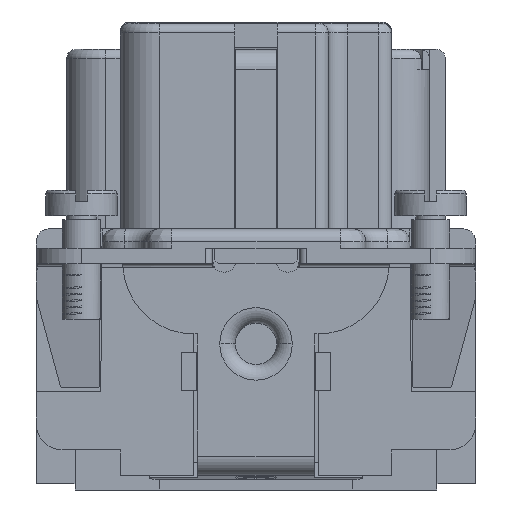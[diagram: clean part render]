
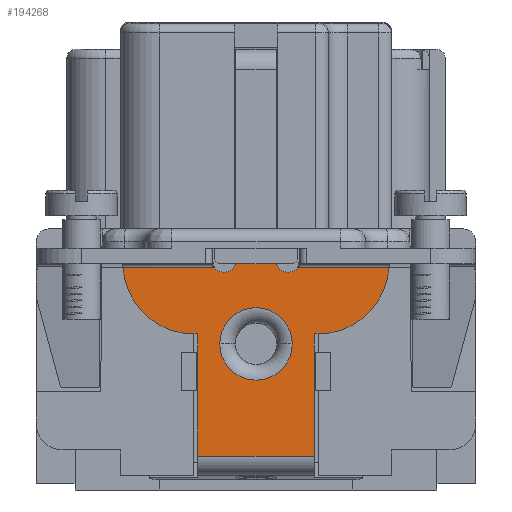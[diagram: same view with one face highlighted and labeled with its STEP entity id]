
A CAD part, front view. The second image highlights one B-rep face of the part: STEP entity #194268.
In plain terms, the highlighted planar face has unit normal (0, -1, 0).
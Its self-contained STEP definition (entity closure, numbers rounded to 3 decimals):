
#39799=DIRECTION('',(-1.,0.,0.));
#39800=VECTOR('',#39799,3.1);
#39801=CARTESIAN_POINT('',(1.55,-33.15,0.));
#39802=LINE('',#39801,#39800);
#41938=DIRECTION('',(-1.,0.,0.));
#41939=VECTOR('',#41938,7.085);
#41940=CARTESIAN_POINT('',(10.287,-33.15,-1.5));
#41941=LINE('',#41940,#41939);
#42013=CARTESIAN_POINT('',(0.,-33.15,-7.4));
#42014=DIRECTION('',(0.,-1.,0.));
#42015=DIRECTION('',(1.,0.,0.));
#42016=AXIS2_PLACEMENT_3D('',#42013,#42014,#42015);
#42018=CARTESIAN_POINT('',(0.,-33.15,-7.4));
#42019=DIRECTION('',(0.,-1.,0.));
#42020=DIRECTION('',(-1.,0.,0.));
#42021=AXIS2_PLACEMENT_3D('',#42018,#42019,#42020);
#42031=DIRECTION('',(0.,0.,-1.));
#42032=VECTOR('',#42031,0.929);
#42033=CARTESIAN_POINT('',(1.55,-33.15,0.));
#42034=LINE('',#42033,#42032);
#42035=CARTESIAN_POINT('',(2.475,-33.15,-0.929));
#42036=DIRECTION('',(0.,-1.,0.));
#42037=DIRECTION('',(-1.,0.,0.));
#42038=AXIS2_PLACEMENT_3D('',#42035,#42036,#42037);
#42040=CARTESIAN_POINT('',(4.8,-33.15,-1.129));
#42041=DIRECTION('',(0.,1.,0.));
#42042=DIRECTION('',(0.998,0.,-0.067));
#42043=AXIS2_PLACEMENT_3D('',#42040,#42041,#42042);
#42045=DIRECTION('',(-1.,0.,0.));
#42046=VECTOR('',#42045,0.3);
#42047=CARTESIAN_POINT('',(4.8,-33.15,-6.629));
#42048=LINE('',#42047,#42046);
#42049=DIRECTION('',(0.,0.,-1.));
#42050=VECTOR('',#42049,1.4);
#42051=CARTESIAN_POINT('',(4.5,-33.15,-6.629));
#42052=LINE('',#42051,#42050);
#42053=DIRECTION('',(1.,0.,0.));
#42054=VECTOR('',#42053,0.05);
#42055=CARTESIAN_POINT('',(4.5,-33.15,-8.029));
#42056=LINE('',#42055,#42054);
#42057=DIRECTION('',(-1.,0.,0.));
#42058=VECTOR('',#42057,0.05);
#42059=CARTESIAN_POINT('',(4.55,-33.15,-11.029));
#42060=LINE('',#42059,#42058);
#42061=DIRECTION('',(0.,0.,-1.));
#42062=VECTOR('',#42061,5.05);
#42063=CARTESIAN_POINT('',(4.5,-33.15,-11.029));
#42064=LINE('',#42063,#42062);
#42065=DIRECTION('',(0.,0.,1.));
#42066=VECTOR('',#42065,5.05);
#42067=CARTESIAN_POINT('',(-4.5,-33.15,-16.079));
#42068=LINE('',#42067,#42066);
#42069=DIRECTION('',(-1.,0.,0.));
#42070=VECTOR('',#42069,0.05);
#42071=CARTESIAN_POINT('',(-4.5,-33.15,-11.029));
#42072=LINE('',#42071,#42070);
#42073=DIRECTION('',(1.,0.,0.));
#42074=VECTOR('',#42073,0.05);
#42075=CARTESIAN_POINT('',(-4.55,-33.15,-8.029));
#42076=LINE('',#42075,#42074);
#42077=DIRECTION('',(0.,0.,1.));
#42078=VECTOR('',#42077,1.4);
#42079=CARTESIAN_POINT('',(-4.5,-33.15,-8.029));
#42080=LINE('',#42079,#42078);
#42081=DIRECTION('',(-1.,0.,0.));
#42082=VECTOR('',#42081,0.3);
#42083=CARTESIAN_POINT('',(-4.5,-33.15,-6.629));
#42084=LINE('',#42083,#42082);
#42085=CARTESIAN_POINT('',(-4.8,-33.15,-1.129));
#42086=DIRECTION('',(0.,1.,0.));
#42087=DIRECTION('',(0.,0.,-1.));
#42088=AXIS2_PLACEMENT_3D('',#42085,#42086,#42087);
#42090=CARTESIAN_POINT('',(-2.475,-33.15,-0.929));
#42091=DIRECTION('',(0.,-1.,0.));
#42092=DIRECTION('',(-0.787,0.,-0.618));
#42093=AXIS2_PLACEMENT_3D('',#42090,#42091,#42092);
#42095=DIRECTION('',(0.,0.,1.));
#42096=VECTOR('',#42095,0.929);
#42097=CARTESIAN_POINT('',(-1.55,-33.15,-0.929));
#42098=LINE('',#42097,#42096);
#42382=DIRECTION('',(0.,0.,-1.));
#42383=VECTOR('',#42382,3.);
#42384=CARTESIAN_POINT('',(-4.55,-33.15,-8.029));
#42385=LINE('',#42384,#42383);
#42574=DIRECTION('',(-1.,0.,0.));
#42575=VECTOR('',#42574,7.085);
#42576=CARTESIAN_POINT('',(-3.203,-33.15,-1.5));
#42577=LINE('',#42576,#42575);
#43422=DIRECTION('',(1.,0.,0.));
#43423=VECTOR('',#43422,9.);
#43424=CARTESIAN_POINT('',(-4.5,-33.15,-16.079));
#43425=LINE('',#43424,#43423);
#43744=DIRECTION('',(0.,0.,1.));
#43745=VECTOR('',#43744,3.);
#43746=CARTESIAN_POINT('',(4.55,-33.15,-11.029));
#43747=LINE('',#43746,#43745);
#130514=CARTESIAN_POINT('',(-4.55,-33.15,-11.029));
#130515=VERTEX_POINT('',#130514);
#130520=CARTESIAN_POINT('',(-4.55,-33.15,-8.029));
#130521=VERTEX_POINT('',#130520);
#130599=CARTESIAN_POINT('',(1.55,-33.15,-0.929));
#130600=VERTEX_POINT('',#130599);
#130601=CARTESIAN_POINT('',(3.203,-33.15,-1.5));
#130602=VERTEX_POINT('',#130601);
#130611=CARTESIAN_POINT('',(10.287,-33.15,-1.5));
#130612=VERTEX_POINT('',#130611);
#130613=CARTESIAN_POINT('',(4.8,-33.15,-6.629));
#130614=VERTEX_POINT('',#130613);
#130615=CARTESIAN_POINT('',(4.5,-33.15,-6.629));
#130616=VERTEX_POINT('',#130615);
#130617=CARTESIAN_POINT('',(4.5,-33.15,-8.029));
#130618=VERTEX_POINT('',#130617);
#130619=CARTESIAN_POINT('',(4.55,-33.15,-8.029));
#130620=VERTEX_POINT('',#130619);
#130633=CARTESIAN_POINT('',(4.55,-33.15,-11.029));
#130635=VERTEX_POINT('',#130633);
#130641=CARTESIAN_POINT('',(4.5,-33.15,-11.029));
#130642=VERTEX_POINT('',#130641);
#130643=CARTESIAN_POINT('',(4.5,-33.15,-16.079));
#130644=VERTEX_POINT('',#130643);
#130645=CARTESIAN_POINT('',(-4.5,-33.15,-16.079));
#130646=VERTEX_POINT('',#130645);
#130647=CARTESIAN_POINT('',(-4.5,-33.15,-11.029));
#130648=VERTEX_POINT('',#130647);
#130649=CARTESIAN_POINT('',(-4.5,-33.15,-8.029));
#130650=VERTEX_POINT('',#130649);
#130651=CARTESIAN_POINT('',(-4.5,-33.15,-6.629));
#130652=VERTEX_POINT('',#130651);
#130653=CARTESIAN_POINT('',(-4.8,-33.15,-6.629));
#130654=VERTEX_POINT('',#130653);
#130655=CARTESIAN_POINT('',(-10.287,-33.15,-1.5));
#130656=VERTEX_POINT('',#130655);
#130657=CARTESIAN_POINT('',(-3.203,-33.15,-1.5));
#130658=VERTEX_POINT('',#130657);
#130659=CARTESIAN_POINT('',(-1.55,-33.15,-0.929));
#130660=VERTEX_POINT('',#130659);
#130661=CARTESIAN_POINT('',(2.8,-33.15,-7.4));
#130662=CARTESIAN_POINT('',(-2.8,-33.15,-7.4));
#130663=VERTEX_POINT('',#130661);
#130664=VERTEX_POINT('',#130662);
#130929=CARTESIAN_POINT('',(1.55,-33.15,0.));
#130931=VERTEX_POINT('',#130929);
#130937=CARTESIAN_POINT('',(-1.55,-33.15,0.));
#130938=VERTEX_POINT('',#130937);
#194216=CARTESIAN_POINT('',(0.,-33.15,4.871));
#194217=DIRECTION('',(0.,-1.,0.));
#194218=DIRECTION('',(-1.,0.,0.));
#194219=AXIS2_PLACEMENT_3D('',#194216,#194217,#194218);
#194220=PLANE('',#194219);
#194221=ORIENTED_EDGE('',*,*,#191272,.F.);
#194222=ORIENTED_EDGE('',*,*,#191383,.T.);
#194224=ORIENTED_EDGE('',*,*,#194223,.T.);
#194225=ORIENTED_EDGE('',*,*,#194067,.F.);
#194226=ORIENTED_EDGE('',*,*,#194121,.T.);
#194228=ORIENTED_EDGE('',*,*,#194227,.T.);
#194230=ORIENTED_EDGE('',*,*,#194229,.T.);
#194232=ORIENTED_EDGE('',*,*,#194231,.T.);
#194234=ORIENTED_EDGE('',*,*,#194233,.F.);
#194236=ORIENTED_EDGE('',*,*,#194235,.T.);
#194238=ORIENTED_EDGE('',*,*,#194237,.T.);
#194240=ORIENTED_EDGE('',*,*,#194239,.F.);
#194242=ORIENTED_EDGE('',*,*,#194241,.T.);
#194244=ORIENTED_EDGE('',*,*,#194243,.T.);
#194246=ORIENTED_EDGE('',*,*,#194245,.F.);
#194248=ORIENTED_EDGE('',*,*,#194247,.T.);
#194250=ORIENTED_EDGE('',*,*,#194249,.T.);
#194252=ORIENTED_EDGE('',*,*,#194251,.T.);
#194254=ORIENTED_EDGE('',*,*,#194253,.T.);
#194256=ORIENTED_EDGE('',*,*,#194255,.F.);
#194258=ORIENTED_EDGE('',*,*,#194257,.T.);
#194259=ORIENTED_EDGE('',*,*,#194193,.T.);
#194260=EDGE_LOOP('',(#194221,#194222,#194224,#194225,#194226,#194228,#194230,
#194232,#194234,#194236,#194238,#194240,#194242,#194244,#194246,#194248,#194250,
#194252,#194254,#194256,#194258,#194259));
#194261=FACE_OUTER_BOUND('',#194260,.F.);
#194263=ORIENTED_EDGE('',*,*,#194262,.T.);
#194265=ORIENTED_EDGE('',*,*,#194264,.T.);
#194266=EDGE_LOOP('',(#194263,#194265));
#194267=FACE_BOUND('',#194266,.F.);
#194268=ADVANCED_FACE('',(#194261,#194267),#194220,.T.);
#42017=CIRCLE('',#42016,2.8);
#42022=CIRCLE('',#42021,2.8);
#42039=CIRCLE('',#42038,0.925);
#42044=CIRCLE('',#42043,5.5);
#42089=CIRCLE('',#42088,5.5);
#42094=CIRCLE('',#42093,0.925);
#191272=EDGE_CURVE('',#130931,#130938,#39802,.T.);
#191383=EDGE_CURVE('',#130931,#130600,#42034,.T.);
#194067=EDGE_CURVE('',#130612,#130602,#41941,.T.);
#194121=EDGE_CURVE('',#130612,#130614,#42044,.T.);
#194193=EDGE_CURVE('',#130660,#130938,#42098,.T.);
#194223=EDGE_CURVE('',#130600,#130602,#42039,.T.);
#194227=EDGE_CURVE('',#130614,#130616,#42048,.T.);
#194229=EDGE_CURVE('',#130616,#130618,#42052,.T.);
#194231=EDGE_CURVE('',#130618,#130620,#42056,.T.);
#194233=EDGE_CURVE('',#130635,#130620,#43747,.T.);
#194235=EDGE_CURVE('',#130635,#130642,#42060,.T.);
#194237=EDGE_CURVE('',#130642,#130644,#42064,.T.);
#194239=EDGE_CURVE('',#130646,#130644,#43425,.T.);
#194241=EDGE_CURVE('',#130646,#130648,#42068,.T.);
#194243=EDGE_CURVE('',#130648,#130515,#42072,.T.);
#194245=EDGE_CURVE('',#130521,#130515,#42385,.T.);
#194247=EDGE_CURVE('',#130521,#130650,#42076,.T.);
#194249=EDGE_CURVE('',#130650,#130652,#42080,.T.);
#194251=EDGE_CURVE('',#130652,#130654,#42084,.T.);
#194253=EDGE_CURVE('',#130654,#130656,#42089,.T.);
#194255=EDGE_CURVE('',#130658,#130656,#42577,.T.);
#194257=EDGE_CURVE('',#130658,#130660,#42094,.T.);
#194262=EDGE_CURVE('',#130663,#130664,#42017,.T.);
#194264=EDGE_CURVE('',#130664,#130663,#42022,.T.);
